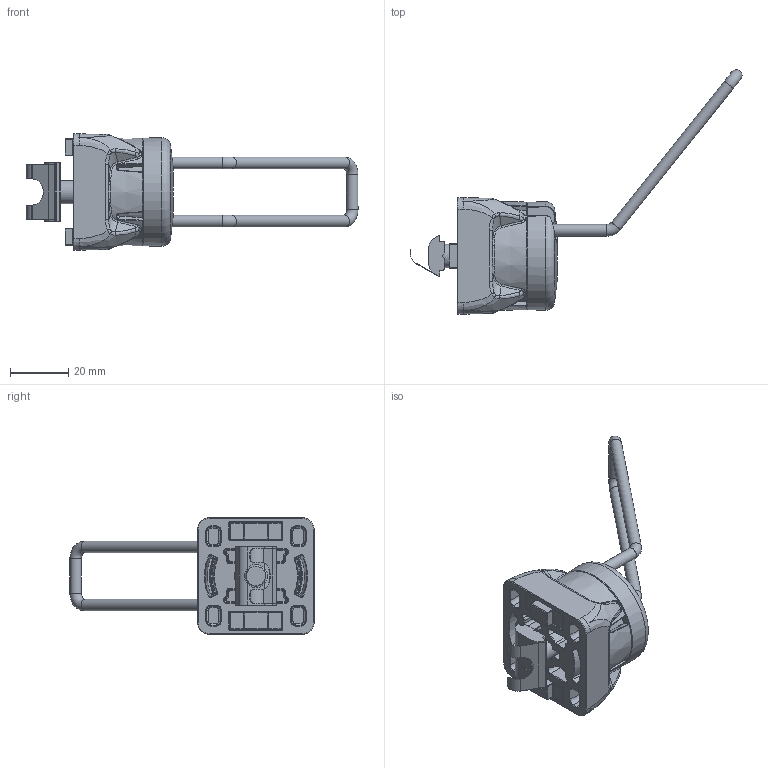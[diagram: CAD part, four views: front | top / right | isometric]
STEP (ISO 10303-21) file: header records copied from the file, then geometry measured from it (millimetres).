
FILE_DESCRIPTION(/* description */ ('KriTec Haken 10 60x20 Raster 40/ 45/ 50/ 60, ESD, schwarz'),/* implementation_level */ '2;1');
FILE_NAME(/* name */ '81374_KriTec_Haken_10_60x20_Raster_40_45_50_60_ESD_schwarz_2.stp',/* time_stamp */ '2021-01-13T09:57:58+01:00',/* author */ ('Nell'),/* organization */ (''),/* preprocessor_version */ 'ST-DEVELOPER v17',/* originating_system */ 'Autodesk Inventor 2018',/* authorisation */ '');
FILE_SCHEMA (('AUTOMOTIVE_DESIGN { 1 0 10303 214 3 1 1 }'));
Length unit declared in the file: millimetre
Products named in the file (10): 81374; 22004_4; 22004_3; 22004_6; 22004_5; 22004_1; 22004_2; 81248; 81248_Nutenstein; 81248_Federblech
Assembly tree (10 placements, depth 3):
  81374
    22004_4
    22004_3
    22004_6
    22004_5  x2
    22004_1
    22004_2
    81248
      81248_Nutenstein
      81248_Federblech
Bounding box: 114.05 x 83.92 x 40 mm (x, y, z)
Volume: 41082.7 mm3; surface area: 25128.1 mm2
Topology: 9 solids, 9 shells, 2270 faces, 5297 edges, 2971 vertices
Faces by surface type: bspline 894, cylinder 610, plane 382, torus 155, sphere 133, cone 96
Full cylindrical faces by diameter (mm): 4 x9, 6.647 x1, 8 x1, 13 x1
Entity records: 104265 total; most frequent: CARTESIAN_POINT 59404, ORIENTED_EDGE 9950, DIRECTION 8932, EDGE_CURVE 4975, AXIS2_PLACEMENT_3D 3870, VERTEX_POINT 2843, EDGE_LOOP 2174, FACE_OUTER_BOUND 2156
